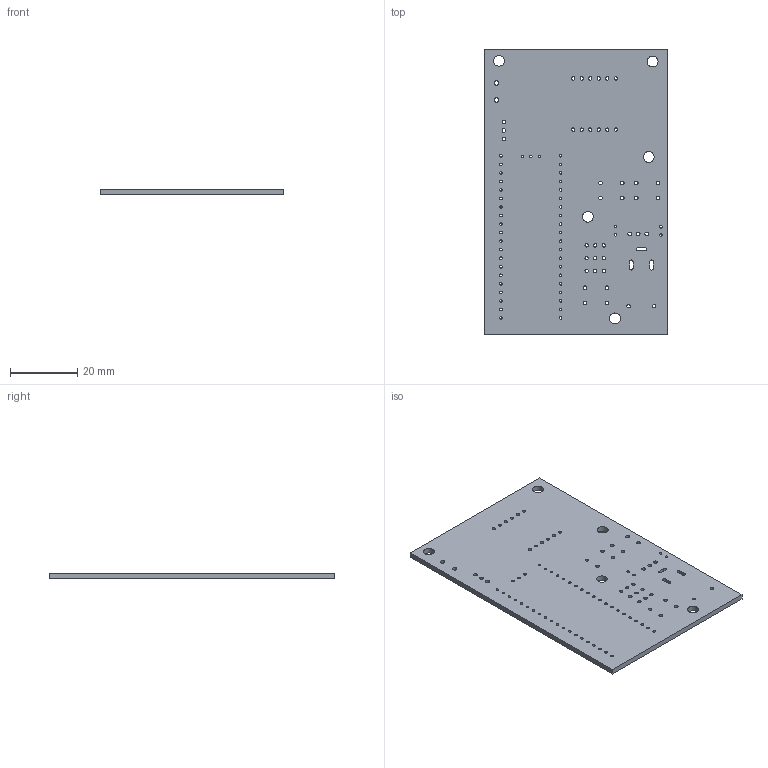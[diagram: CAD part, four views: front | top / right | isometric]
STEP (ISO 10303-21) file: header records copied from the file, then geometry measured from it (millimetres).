
FILE_DESCRIPTION(('KiCad electronic assembly'),'2;1');
FILE_NAME('OpenScrewCounter.step','2023-02-08T11:34:20',('Pcbnew'),( 'Kicad'),'Open CASCADE STEP processor 7.6','KiCad to STEP converter' ,'Unknown');
FILE_SCHEMA(('AUTOMOTIVE_DESIGN { 1 0 10303 214 1 1 1 1 }'));
Length unit declared in the file: millimetre
Products named in the file (2): OpenScrewCounter 1; OpenScrewCounter PCB
Assembly tree (1 placements, depth 2):
  OpenScrewCounter 1
    OpenScrewCounter PCB
Bounding box: 54.61 x 85.09 x 1.6 mm (x, y, z)
Volume: 7262 mm3; surface area: 10048.2 mm2
Topology: 1 solids, 1 shells, 113 faces, 333 edges, 222 vertices
Faces by surface type: cylinder 101, plane 12
Full cylindrical faces by diameter (mm): 0.762 x43, 0.8 x4, 1 x23, 1.1 x18, 1.3 x2, 3.2 x5
Entity records: 8657 total; most frequent: DIRECTION 1431, CARTESIAN_POINT 1336, ORIENTED_EDGE 666, PCURVE 666, DEFINITIONAL_REPRESENTATION 666, LINE 595, VECTOR 595, CIRCLE 404
